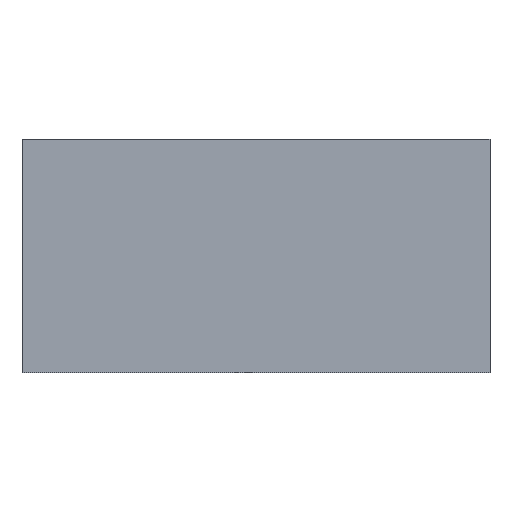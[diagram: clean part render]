
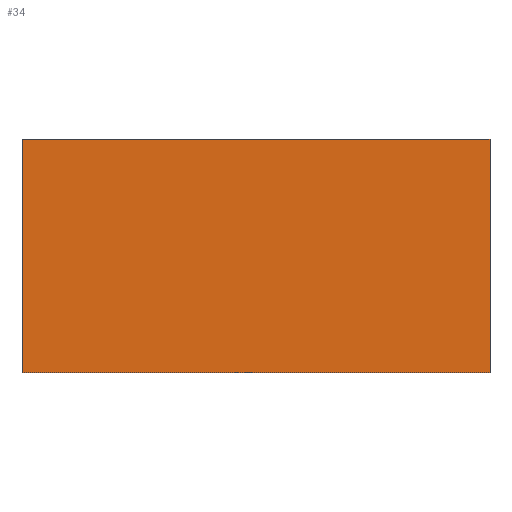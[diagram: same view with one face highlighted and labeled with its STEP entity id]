
A CAD part, front view. The second image highlights one B-rep face of the part: STEP entity #34.
In plain terms, the highlighted planar face has unit normal (0, -1, 0).
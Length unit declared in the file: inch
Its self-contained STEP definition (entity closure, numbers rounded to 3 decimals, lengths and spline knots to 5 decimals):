
#10 = AXIS2_PLACEMENT_3D ( 'NONE', #156, #166, #167 ) ;
#13 = EDGE_CURVE ( 'NONE', #205, #211, #56, .T. ) ;
#16 = EDGE_CURVE ( 'NONE', #211, #204, #93, .T. ) ;
#20 = EDGE_CURVE ( 'NONE', #200, #205, #99, .T. ) ;
#22 = EDGE_CURVE ( 'NONE', #204, #200, #105, .T. ) ;
#34 = ADVANCED_FACE ( 'NONE', ( #112 ), #164, .F. ) ;
#56 = LINE ( 'NONE', #215, #90 ) ;
#59 = EDGE_LOOP ( 'NONE', ( #71, #78, #87, #82 ) ) ;
#71 = ORIENTED_EDGE ( 'NONE', *, *, #22, .F. ) ;
#78 = ORIENTED_EDGE ( 'NONE', *, *, #16, .F. ) ;
#82 = ORIENTED_EDGE ( 'NONE', *, *, #20, .F. ) ;
#87 = ORIENTED_EDGE ( 'NONE', *, *, #13, .F. ) ;
#90 = VECTOR ( 'NONE', #216, 39.37008 ) ;
#93 = LINE ( 'NONE', #224, #96 ) ;
#96 = VECTOR ( 'NONE', #225, 39.37008 ) ;
#99 = LINE ( 'NONE', #221, #104 ) ;
#104 = VECTOR ( 'NONE', #231, 39.37008 ) ;
#105 = LINE ( 'NONE', #234, #108 ) ;
#108 = VECTOR ( 'NONE', #236, 39.37008 ) ;
#112 = FACE_OUTER_BOUND ( 'NONE', #59, .T. ) ;
#156 = CARTESIAN_POINT ( 'NONE',  ( 0., -0.5, 0. ) ) ;
#164 = PLANE ( 'NONE',  #10 ) ;
#165 = CARTESIAN_POINT ( 'NONE',  ( -6., -0.5, 3. ) ) ;
#166 = DIRECTION ( 'NONE',  ( 0., 1., 0. ) ) ;
#167 = DIRECTION ( 'NONE',  ( 0., 0., 1. ) ) ;
#171 = CARTESIAN_POINT ( 'NONE',  ( -6., -0.5, -3. ) ) ;
#172 = CARTESIAN_POINT ( 'NONE',  ( 6., -0.5, 3. ) ) ;
#174 = CARTESIAN_POINT ( 'NONE',  ( 6., -0.5, -3. ) ) ;
#200 = VERTEX_POINT ( 'NONE', #165 ) ;
#204 = VERTEX_POINT ( 'NONE', #171 ) ;
#205 = VERTEX_POINT ( 'NONE', #172 ) ;
#211 = VERTEX_POINT ( 'NONE', #174 ) ;
#215 = CARTESIAN_POINT ( 'NONE',  ( 6., -0.5, -3. ) ) ;
#216 = DIRECTION ( 'NONE',  ( 0., 0., -1. ) ) ;
#221 = CARTESIAN_POINT ( 'NONE',  ( -6., -0.5, 3. ) ) ;
#224 = CARTESIAN_POINT ( 'NONE',  ( -6., -0.5, -3. ) ) ;
#225 = DIRECTION ( 'NONE',  ( -1., 0., 0. ) ) ;
#231 = DIRECTION ( 'NONE',  ( 1., 0., 0. ) ) ;
#234 = CARTESIAN_POINT ( 'NONE',  ( -6., -0.5, -3. ) ) ;
#236 = DIRECTION ( 'NONE',  ( 0., 0., 1. ) ) ;
